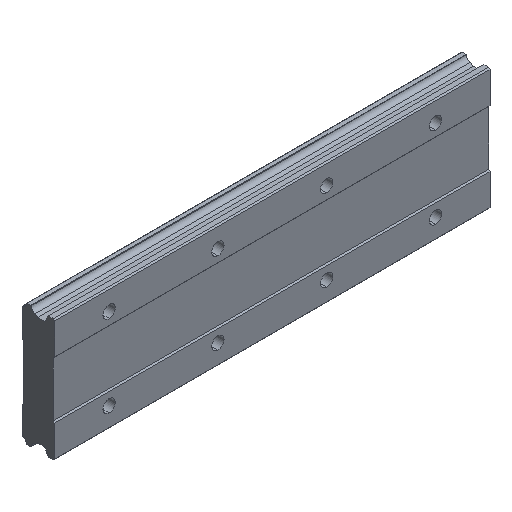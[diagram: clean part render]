
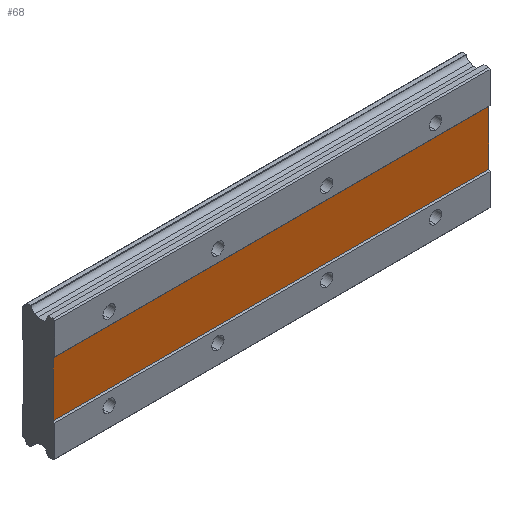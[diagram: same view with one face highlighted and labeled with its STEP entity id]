
A CAD part, isometric view. The second image highlights one B-rep face of the part: STEP entity #68.
In plain terms, the highlighted planar face has unit normal (0, -1, 0).
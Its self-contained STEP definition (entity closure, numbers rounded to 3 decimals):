
#49 = VECTOR ( 'NONE', #1760, 1000. ) ;
#68 = ADVANCED_FACE ( 'NONE', ( #652 ), #2331, .F. ) ;
#87 = ORIENTED_EDGE ( 'NONE', *, *, #1951, .F. ) ;
#97 = ORIENTED_EDGE ( 'NONE', *, *, #961, .T. ) ;
#313 = LINE ( 'NONE', #2347, #2402 ) ;
#329 = CARTESIAN_POINT ( 'NONE',  ( 280., 1., 44.91 ) ) ;
#471 = DIRECTION ( 'NONE',  ( 0., 0., -1. ) ) ;
#474 = DIRECTION ( 'NONE',  ( 0., 0., 1. ) ) ;
#494 = CARTESIAN_POINT ( 'NONE',  ( -40., 1., 44.91 ) ) ;
#516 = CARTESIAN_POINT ( 'NONE',  ( 280., 1., -20. ) ) ;
#652 = FACE_OUTER_BOUND ( 'NONE', #2094, .T. ) ;
#678 = CARTESIAN_POINT ( 'NONE',  ( -40., 1., -20. ) ) ;
#827 = DIRECTION ( 'NONE',  ( 1., 0., 0. ) ) ;
#829 = VERTEX_POINT ( 'NONE', #1253 ) ;
#910 = ORIENTED_EDGE ( 'NONE', *, *, #963, .F. ) ;
#961 = EDGE_CURVE ( 'NONE', #1219, #1447, #2136, .T. ) ;
#963 = EDGE_CURVE ( 'NONE', #1278, #829, #1220, .T. ) ;
#1192 = LINE ( 'NONE', #516, #1841 ) ;
#1207 = DIRECTION ( 'NONE',  ( -1., 0., 0. ) ) ;
#1219 = VERTEX_POINT ( 'NONE', #2302 ) ;
#1220 = LINE ( 'NONE', #329, #49 ) ;
#1253 = CARTESIAN_POINT ( 'NONE',  ( 280., 1., -20. ) ) ;
#1278 = VERTEX_POINT ( 'NONE', #2250 ) ;
#1383 = DIRECTION ( 'NONE',  ( 0., 1., 0. ) ) ;
#1434 = EDGE_CURVE ( 'NONE', #1219, #1278, #313, .T. ) ;
#1438 = AXIS2_PLACEMENT_3D ( 'NONE', #2119, #1383, #474 ) ;
#1447 = VERTEX_POINT ( 'NONE', #678 ) ;
#1760 = DIRECTION ( 'NONE',  ( 0., 0., -1. ) ) ;
#1821 = ORIENTED_EDGE ( 'NONE', *, *, #1434, .F. ) ;
#1841 = VECTOR ( 'NONE', #1207, 1000. ) ;
#1951 = EDGE_CURVE ( 'NONE', #829, #1447, #1192, .T. ) ;
#2073 = VECTOR ( 'NONE', #471, 1000. ) ;
#2094 = EDGE_LOOP ( 'NONE', ( #87, #910, #1821, #97 ) ) ;
#2119 = CARTESIAN_POINT ( 'NONE',  ( 280., 1., 20. ) ) ;
#2136 = LINE ( 'NONE', #494, #2073 ) ;
#2250 = CARTESIAN_POINT ( 'NONE',  ( 280., 1., 20. ) ) ;
#2302 = CARTESIAN_POINT ( 'NONE',  ( -40., 1., 20. ) ) ;
#2331 = PLANE ( 'NONE',  #1438 ) ;
#2347 = CARTESIAN_POINT ( 'NONE',  ( 280., 1., 20. ) ) ;
#2402 = VECTOR ( 'NONE', #827, 1000. ) ;
